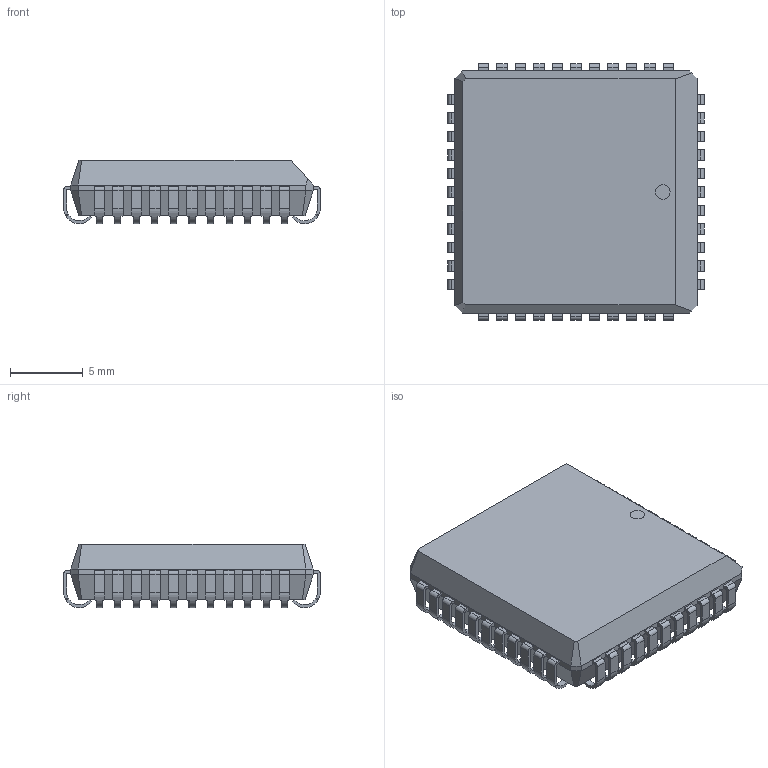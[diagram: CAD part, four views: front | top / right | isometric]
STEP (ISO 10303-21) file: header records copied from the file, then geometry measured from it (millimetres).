
FILE_DESCRIPTION (( 'STEP AP214' ), '1' );
FILE_NAME ('012428C4-F8F0-4299-8919-BB6EB94D51B0.STEP', '2025-05-24T00:01:04', ( '' ), ( '' ), 'SwSTEP 2.0', 'SolidWorks 2022', '' );
FILE_SCHEMA (( 'AUTOMOTIVE_DESIGN' ));
Length unit declared in the file: millimetre
Products named in the file (1): 012428C4-F8F0-4299-8919-BB6EB94D51B0
Bounding box: 17.6 x 17.6 x 4.36 mm (x, y, z)
Volume: 994.4 mm3; surface area: 1010.1 mm2
Topology: 1 solids, 1 shells, 709 faces, 1974 edges, 1312 vertices
Faces by surface type: plane 509, cylinder 200
Entity records: 23207 total; most frequent: CARTESIAN_POINT 4524, ORIENTED_EDGE 3948, DIRECTION 3794, EDGE_CURVE 1974, VERTEX_POINT 1312, AXIS2_PLACEMENT_3D 1286, VECTOR 1222, LINE 1222
